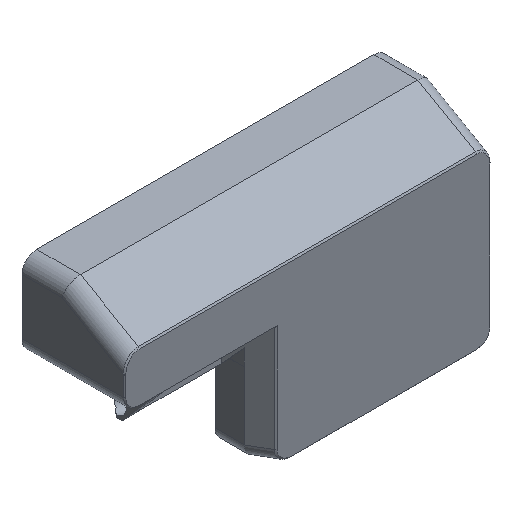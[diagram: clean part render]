
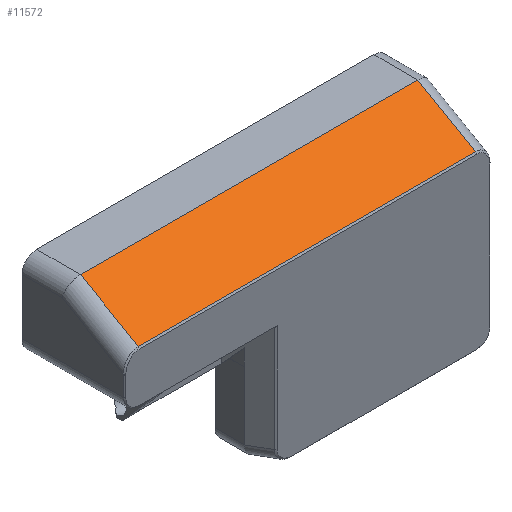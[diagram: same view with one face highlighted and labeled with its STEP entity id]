
A CAD part, isometric view. The second image highlights one B-rep face of the part: STEP entity #11572.
In plain terms, the highlighted planar face has unit normal (0, -0.5, 0.866).
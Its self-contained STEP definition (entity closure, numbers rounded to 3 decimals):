
#10828 = VERTEX_POINT('',#10829);
#10829 = CARTESIAN_POINT('',(117.848,-18.054,
    17.653));
#10846 = CYLINDRICAL_SURFACE('',#10847,5.);
#10847 = AXIS2_PLACEMENT_3D('',#10848,#10849,#10850);
#10848 = CARTESIAN_POINT('',(117.848,-17.493,
    12.203));
#10849 = DIRECTION('',(0.,0.866,0.5));
#10850 = DIRECTION('',(0.707,-0.354,0.612));
#10895 = PLANE('',#10896);
#10896 = AXIS2_PLACEMENT_3D('',#10897,#10898,#10899);
#10897 = CARTESIAN_POINT('',(33.577,-18.227,
    17.353));
#10898 = DIRECTION('',(0.,-0.866,0.5));
#10899 = DIRECTION('',(0.,-0.5,-0.866));
#10938 = EDGE_CURVE('',#10828,#10939,#10941,.T.);
#10939 = VERTEX_POINT('',#10940);
#10940 = CARTESIAN_POINT('',(2.848,-18.054,
    17.653));
#10941 = SURFACE_CURVE('',#10942,(#10946,#10953),.PCURVE_S1.);
#10942 = LINE('',#10943,#10944);
#10943 = CARTESIAN_POINT('',(33.577,-18.054,
    17.653));
#10944 = VECTOR('',#10945,1.);
#10945 = DIRECTION('',(-1.,0.,0.));
#10946 = PCURVE('',#10895,#10947);
#10947 = DEFINITIONAL_REPRESENTATION('',(#10948),#10952);
#10948 = LINE('',#10949,#10950);
#10949 = CARTESIAN_POINT('',(-0.346,0.));
#10950 = VECTOR('',#10951,1.);
#10951 = DIRECTION('',(0.,-1.));
#10952 = ( GEOMETRIC_REPRESENTATION_CONTEXT(2) 
PARAMETRIC_REPRESENTATION_CONTEXT() REPRESENTATION_CONTEXT('2D SPACE',''
  ) );
#10953 = PCURVE('',#10954,#10959);
#10954 = PLANE('',#10955);
#10955 = AXIS2_PLACEMENT_3D('',#10956,#10957,#10958);
#10956 = CARTESIAN_POINT('',(21.667,-8.4,
    23.226));
#10957 = DIRECTION('',(0.,-0.5,0.866));
#10958 = DIRECTION('',(1.,0.,0.));
#10959 = DEFINITIONAL_REPRESENTATION('',(#10960),#10964);
#10960 = LINE('',#10961,#10962);
#10961 = CARTESIAN_POINT('',(11.91,-11.147));
#10962 = VECTOR('',#10963,1.);
#10963 = DIRECTION('',(-1.,0.));
#10964 = ( GEOMETRIC_REPRESENTATION_CONTEXT(2) 
PARAMETRIC_REPRESENTATION_CONTEXT() REPRESENTATION_CONTEXT('2D SPACE',''
  ) );
#11105 = CYLINDRICAL_SURFACE('',#11106,5.);
#11106 = AXIS2_PLACEMENT_3D('',#11107,#11108,#11109);
#11107 = CARTESIAN_POINT('',(2.848,-14.679,
    13.828));
#11108 = DIRECTION('',(0.,-0.866,-0.5));
#11109 = DIRECTION('',(-0.707,-0.354,0.612));
#11483 = EDGE_CURVE('',#10939,#11484,#11486,.T.);
#11484 = VERTEX_POINT('',#11485);
#11485 = CARTESIAN_POINT('',(2.848,1.6,29.));
#11486 = SURFACE_CURVE('',#11487,(#11491,#11498),.PCURVE_S1.);
#11487 = LINE('',#11488,#11489);
#11488 = CARTESIAN_POINT('',(2.848,-17.179,
    18.158));
#11489 = VECTOR('',#11490,1.);
#11490 = DIRECTION('',(0.,0.866,0.5));
#11491 = PCURVE('',#11105,#11492);
#11492 = DEFINITIONAL_REPRESENTATION('',(#11493),#11497);
#11493 = LINE('',#11494,#11495);
#11494 = CARTESIAN_POINT('',(-0.785,0.));
#11495 = VECTOR('',#11496,1.);
#11496 = DIRECTION('',(0.,-1.));
#11497 = ( GEOMETRIC_REPRESENTATION_CONTEXT(2) 
PARAMETRIC_REPRESENTATION_CONTEXT() REPRESENTATION_CONTEXT('2D SPACE',''
  ) );
#11498 = PCURVE('',#10954,#11499);
#11499 = DEFINITIONAL_REPRESENTATION('',(#11500),#11504);
#11500 = LINE('',#11501,#11502);
#11501 = CARTESIAN_POINT('',(-18.82,-10.137));
#11502 = VECTOR('',#11503,1.);
#11503 = DIRECTION('',(0.,1.));
#11504 = ( GEOMETRIC_REPRESENTATION_CONTEXT(2) 
PARAMETRIC_REPRESENTATION_CONTEXT() REPRESENTATION_CONTEXT('2D SPACE',''
  ) );
#11572 = ADVANCED_FACE('',(#11573),#10954,.T.);
#11573 = FACE_BOUND('',#11574,.T.);
#11574 = EDGE_LOOP('',(#11575,#11576,#11599,#11625));
#11575 = ORIENTED_EDGE('',*,*,#10938,.F.);
#11576 = ORIENTED_EDGE('',*,*,#11577,.F.);
#11577 = EDGE_CURVE('',#11578,#10828,#11580,.T.);
#11578 = VERTEX_POINT('',#11579);
#11579 = CARTESIAN_POINT('',(117.848,1.6,29.));
#11580 = SURFACE_CURVE('',#11581,(#11585,#11592),.PCURVE_S1.);
#11581 = LINE('',#11582,#11583);
#11582 = CARTESIAN_POINT('',(117.848,-19.993,
    16.533));
#11583 = VECTOR('',#11584,1.);
#11584 = DIRECTION('',(0.,-0.866,-0.5));
#11585 = PCURVE('',#10954,#11586);
#11586 = DEFINITIONAL_REPRESENTATION('',(#11587),#11591);
#11587 = LINE('',#11588,#11589);
#11588 = CARTESIAN_POINT('',(96.18,-13.387));
#11589 = VECTOR('',#11590,1.);
#11590 = DIRECTION('',(0.,-1.));
#11591 = ( GEOMETRIC_REPRESENTATION_CONTEXT(2) 
PARAMETRIC_REPRESENTATION_CONTEXT() REPRESENTATION_CONTEXT('2D SPACE',''
  ) );
#11592 = PCURVE('',#10846,#11593);
#11593 = DEFINITIONAL_REPRESENTATION('',(#11594),#11598);
#11594 = LINE('',#11595,#11596);
#11595 = CARTESIAN_POINT('',(5.498,0.));
#11596 = VECTOR('',#11597,1.);
#11597 = DIRECTION('',(0.,-1.));
#11598 = ( GEOMETRIC_REPRESENTATION_CONTEXT(2) 
PARAMETRIC_REPRESENTATION_CONTEXT() REPRESENTATION_CONTEXT('2D SPACE',''
  ) );
#11599 = ORIENTED_EDGE('',*,*,#11600,.T.);
#11600 = EDGE_CURVE('',#11578,#11484,#11601,.T.);
#11601 = SURFACE_CURVE('',#11602,(#11606,#11613),.PCURVE_S1.);
#11602 = LINE('',#11603,#11604);
#11603 = CARTESIAN_POINT('',(21.667,1.6,29.));
#11604 = VECTOR('',#11605,1.);
#11605 = DIRECTION('',(-1.,0.,0.));
#11606 = PCURVE('',#10954,#11607);
#11607 = DEFINITIONAL_REPRESENTATION('',(#11608),#11612);
#11608 = LINE('',#11609,#11610);
#11609 = CARTESIAN_POINT('',(0.,11.547));
#11610 = VECTOR('',#11611,1.);
#11611 = DIRECTION('',(-1.,0.));
#11612 = ( GEOMETRIC_REPRESENTATION_CONTEXT(2) 
PARAMETRIC_REPRESENTATION_CONTEXT() REPRESENTATION_CONTEXT('2D SPACE',''
  ) );
#11613 = PCURVE('',#11614,#11619);
#11614 = PLANE('',#11615);
#11615 = AXIS2_PLACEMENT_3D('',#11616,#11617,#11618);
#11616 = CARTESIAN_POINT('',(-2.152,-18.4,29.));
#11617 = DIRECTION('',(0.,0.,1.));
#11618 = DIRECTION('',(1.,0.,0.));
#11619 = DEFINITIONAL_REPRESENTATION('',(#11620),#11624);
#11620 = LINE('',#11621,#11622);
#11621 = CARTESIAN_POINT('',(23.82,20.));
#11622 = VECTOR('',#11623,1.);
#11623 = DIRECTION('',(-1.,0.));
#11624 = ( GEOMETRIC_REPRESENTATION_CONTEXT(2) 
PARAMETRIC_REPRESENTATION_CONTEXT() REPRESENTATION_CONTEXT('2D SPACE',''
  ) );
#11625 = ORIENTED_EDGE('',*,*,#11483,.F.);
